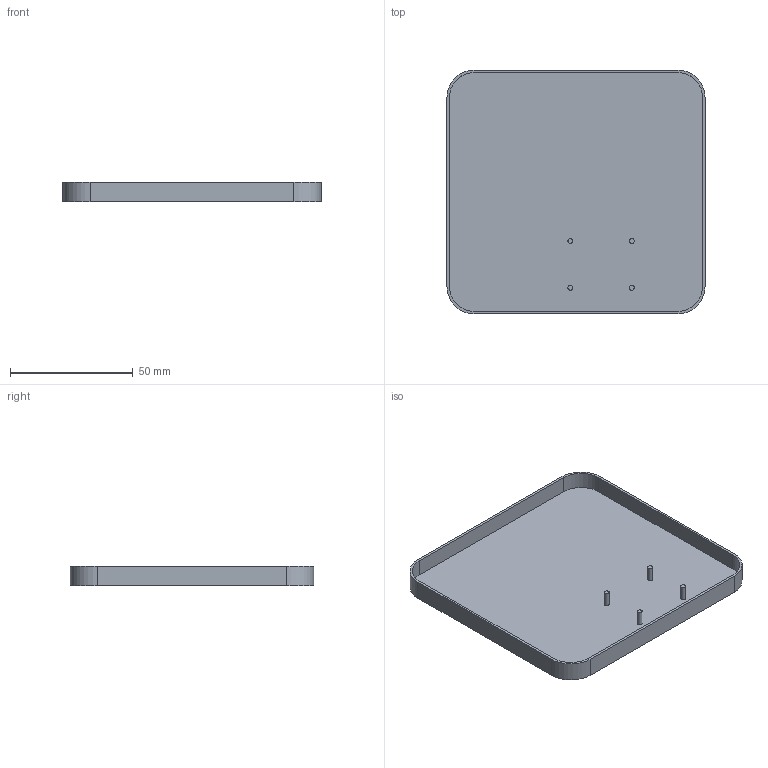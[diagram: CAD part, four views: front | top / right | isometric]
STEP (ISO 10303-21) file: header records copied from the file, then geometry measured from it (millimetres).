
FILE_DESCRIPTION(/* description */ (''),/* implementation_level */ '2;1');
FILE_NAME(/* name */ 'Heater v1.step',/* time_stamp */ '2022-03-14T23:59:11+08:00',/* author */ (''),/* organization */ (''),/* preprocessor_version */ 'ST-DEVELOPER v18.1',/* originating_system */ 'Autodesk Translation Framework v10.13.0.1454',/* authorisation */ '');
FILE_SCHEMA (('AUTOMOTIVE_DESIGN { 1 0 10303 214 3 1 1 }'));
Length unit declared in the file: millimetre
Products named in the file (4): Heater; Board; Open CASCADE STEP translator 6.8 1.1.1; dddd
Assembly tree (3 placements, depth 3):
  Heater
    Board
      Open CASCADE STEP translator 6.8 1.1.1
    dddd
Bounding box: 105.09 x 99.12 x 8 mm (x, y, z)
Volume: 13090.7 mm3; surface area: 26595.9 mm2
Topology: 5 solids, 5 shells, 31 faces, 60 edges, 40 vertices
Faces by surface type: plane 19, cylinder 12
Full cylindrical faces by diameter (mm): 2 x4
Entity records: 905 total; most frequent: DIRECTION 160, CARTESIAN_POINT 138, ORIENTED_EDGE 120, AXIS2_PLACEMENT_3D 62, EDGE_CURVE 60, VERTEX_POINT 40, LINE 36, VECTOR 36
